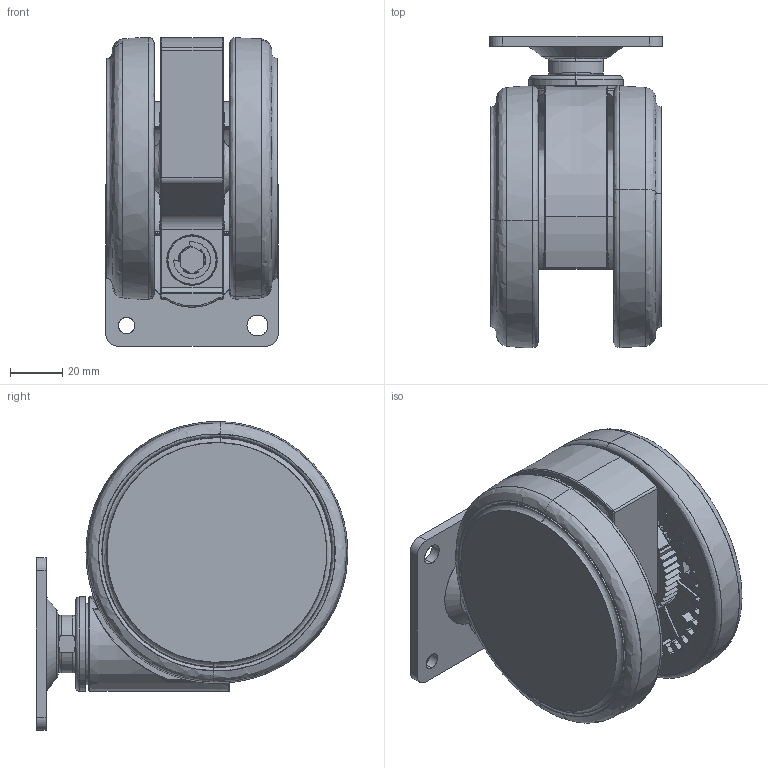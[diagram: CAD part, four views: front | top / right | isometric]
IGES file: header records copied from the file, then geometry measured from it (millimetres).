
Start section: SolidWorks IGES file using analytic representation for surfaces
Global section: file name: TCA-FZW100.IGS; native system: SolidWorks 2015; preprocessor: SolidWorks 2015; author: Yoshitsune; date: 160819.140632; units: millimetre
Bounding box: 66 x 119 x 118 mm (x, y, z)
Surface area: 131620.2 mm2 (no closed solid volume)
Topology: 0 solids, 0 shells, 2377 faces, 21895 edges, 21765 vertices
Faces by surface type: revolution 1200, bspline 1177
